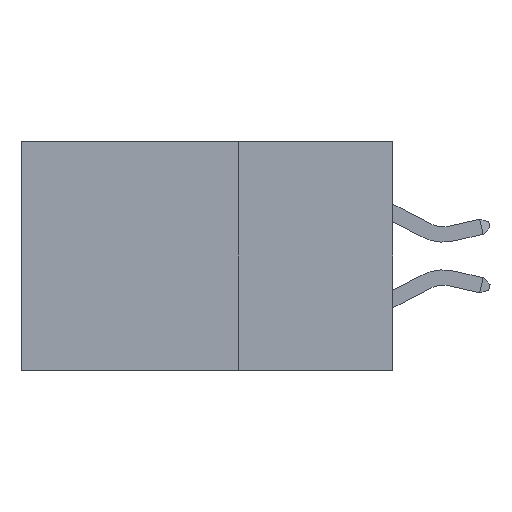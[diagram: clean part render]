
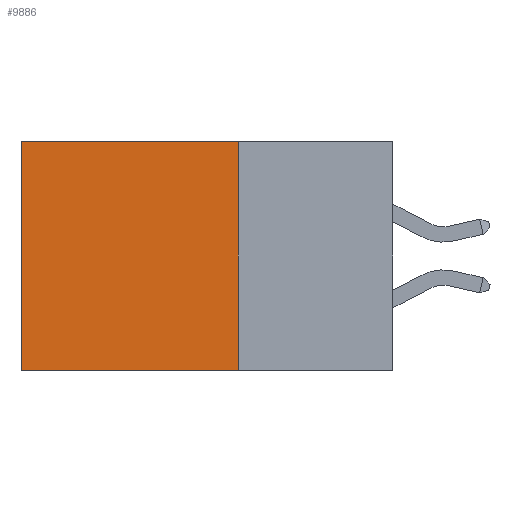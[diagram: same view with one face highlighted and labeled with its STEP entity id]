
A CAD part, left-side view. The second image highlights one B-rep face of the part: STEP entity #9886.
In plain terms, the highlighted planar face has unit normal (-1, 0, 0).
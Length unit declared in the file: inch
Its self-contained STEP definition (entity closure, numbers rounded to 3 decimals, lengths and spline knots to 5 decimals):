
#40 = CARTESIAN_POINT ( 'NONE',  ( 0.2875, 0.25, -0.37 ) ) ;
#67 = CARTESIAN_POINT ( 'NONE',  ( 0.2875, 0.25, 0. ) ) ;
#281 = PLANE ( 'NONE',  #1545 ) ;
#323 = DIRECTION ( 'NONE',  ( 0., 0., -1. ) ) ;
#1545 = AXIS2_PLACEMENT_3D ( 'NONE', #6750, #21437, #17287 ) ;
#2404 = VECTOR ( 'NONE', #22905, 39.37008 ) ;
#2435 = VERTEX_POINT ( 'NONE', #20805 ) ;
#3185 = LINE ( 'NONE', #40, #26530 ) ;
#3420 = ORIENTED_EDGE ( 'NONE', *, *, #22817, .T. ) ;
#4528 = FACE_OUTER_BOUND ( 'NONE', #7404, .T. ) ;
#5417 = EDGE_CURVE ( 'NONE', #2435, #20227, #8923, .T. ) ;
#5965 = DIRECTION ( 'NONE',  ( 0., 1., 0. ) ) ;
#6750 = CARTESIAN_POINT ( 'NONE',  ( 0.2875, 0.25, 0. ) ) ;
#7037 = ORIENTED_EDGE ( 'NONE', *, *, #5417, .F. ) ;
#7404 = EDGE_LOOP ( 'NONE', ( #23763, #9725, #7037, #3420 ) ) ;
#7863 = EDGE_CURVE ( 'NONE', #22954, #13961, #18103, .T. ) ;
#8923 = LINE ( 'NONE', #15185, #20810 ) ;
#9552 = EDGE_CURVE ( 'NONE', #20227, #13961, #3185, .T. ) ;
#9725 = ORIENTED_EDGE ( 'NONE', *, *, #9552, .F. ) ;
#9886 = ADVANCED_FACE ( 'NONE', ( #4528 ), #281, .F. ) ;
#10552 = CARTESIAN_POINT ( 'NONE',  ( 0.2875, 0.25, -0.37 ) ) ;
#12311 = DIRECTION ( 'NONE',  ( 0., 0., -1. ) ) ;
#12817 = CARTESIAN_POINT ( 'NONE',  ( 0.2875, 0.6, 0. ) ) ;
#13961 = VERTEX_POINT ( 'NONE', #16854 ) ;
#15185 = CARTESIAN_POINT ( 'NONE',  ( 0.2875, 0.25, 0. ) ) ;
#16523 = LINE ( 'NONE', #67, #2404 ) ;
#16854 = CARTESIAN_POINT ( 'NONE',  ( 0.2875, 0.6, -0.37 ) ) ;
#17287 = DIRECTION ( 'NONE',  ( 0., 0., -1. ) ) ;
#18103 = LINE ( 'NONE', #27134, #21738 ) ;
#20227 = VERTEX_POINT ( 'NONE', #10552 ) ;
#20805 = CARTESIAN_POINT ( 'NONE',  ( 0.2875, 0.25, 0. ) ) ;
#20810 = VECTOR ( 'NONE', #323, 39.37008 ) ;
#21437 = DIRECTION ( 'NONE',  ( 1., 0., 0. ) ) ;
#21738 = VECTOR ( 'NONE', #12311, 39.37008 ) ;
#22817 = EDGE_CURVE ( 'NONE', #2435, #22954, #16523, .T. ) ;
#22905 = DIRECTION ( 'NONE',  ( 0., 1., 0. ) ) ;
#22954 = VERTEX_POINT ( 'NONE', #12817 ) ;
#23763 = ORIENTED_EDGE ( 'NONE', *, *, #7863, .T. ) ;
#26530 = VECTOR ( 'NONE', #5965, 39.37008 ) ;
#27134 = CARTESIAN_POINT ( 'NONE',  ( 0.2875, 0.6, 0. ) ) ;
